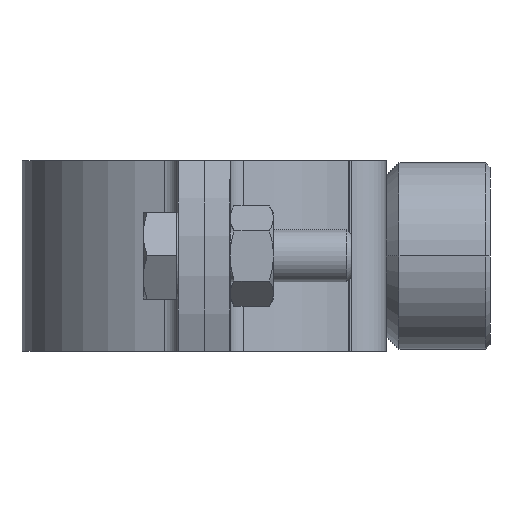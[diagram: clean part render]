
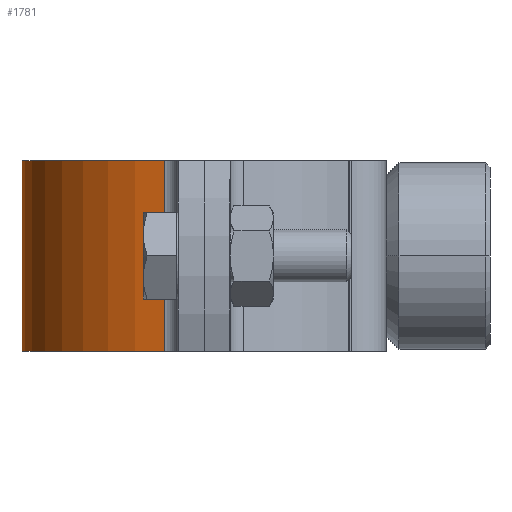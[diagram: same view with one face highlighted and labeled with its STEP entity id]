
A CAD part, left-side view. The second image highlights one B-rep face of the part: STEP entity #1781.
In plain terms, the highlighted cylindrical face has radius 21 mm (diameter 42 mm), a partial arc.
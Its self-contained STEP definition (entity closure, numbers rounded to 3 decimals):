
#36 = CARTESIAN_POINT ( 'NONE',  ( 0., 0., 11. ) ) ;
#69 = VERTEX_POINT ( 'NONE', #5444 ) ;
#142 = ORIENTED_EDGE ( 'NONE', *, *, #5724, .T. ) ;
#391 = ORIENTED_EDGE ( 'NONE', *, *, #4964, .F. ) ;
#453 = ORIENTED_EDGE ( 'NONE', *, *, #990, .F. ) ;
#971 = DIRECTION ( 'NONE',  ( 0., 0., -1. ) ) ;
#990 = EDGE_CURVE ( 'NONE', #2824, #2833, #1301, .T. ) ;
#1002 = AXIS2_PLACEMENT_3D ( 'NONE', #2471, #2505, #4508 ) ;
#1301 = CIRCLE ( 'NONE', #3361, 21. ) ;
#1490 = ORIENTED_EDGE ( 'NONE', *, *, #4375, .T. ) ;
#1505 = DIRECTION ( 'NONE',  ( 0., 0., 1. ) ) ;
#1539 = DIRECTION ( 'NONE',  ( -1., 0., 0. ) ) ;
#1781 = ADVANCED_FACE ( 'NONE', ( #4929 ), #5941, .T. ) ;
#2375 = DIRECTION ( 'NONE',  ( 0., 0., -1. ) ) ;
#2471 = CARTESIAN_POINT ( 'NONE',  ( 0., 0., -11. ) ) ;
#2505 = DIRECTION ( 'NONE',  ( 0., 0., 1. ) ) ;
#2681 = AXIS2_PLACEMENT_3D ( 'NONE', #36, #5448, #3446 ) ;
#2751 = CIRCLE ( 'NONE', #1002, 21. ) ;
#2824 = VERTEX_POINT ( 'NONE', #4099 ) ;
#2826 = VECTOR ( 'NONE', #971, 1000. ) ;
#2833 = VERTEX_POINT ( 'NONE', #6070 ) ;
#2925 = CARTESIAN_POINT ( 'NONE',  ( 20.498, 4.565, -11. ) ) ;
#3361 = AXIS2_PLACEMENT_3D ( 'NONE', #3982, #1505, #1539 ) ;
#3446 = DIRECTION ( 'NONE',  ( 1., 0., 0. ) ) ;
#3982 = CARTESIAN_POINT ( 'NONE',  ( 0., 0., 11. ) ) ;
#4044 = VERTEX_POINT ( 'NONE', #2925 ) ;
#4058 = VECTOR ( 'NONE', #2375, 1000. ) ;
#4099 = CARTESIAN_POINT ( 'NONE',  ( 20.498, 4.565, 11. ) ) ;
#4375 = EDGE_CURVE ( 'NONE', #2824, #4044, #4411, .T. ) ;
#4411 = LINE ( 'NONE', #5342, #4058 ) ;
#4508 = DIRECTION ( 'NONE',  ( -1., 0., 0. ) ) ;
#4524 = LINE ( 'NONE', #5399, #2826 ) ;
#4929 = FACE_OUTER_BOUND ( 'NONE', #5858, .T. ) ;
#4964 = EDGE_CURVE ( 'NONE', #2833, #69, #4524, .T. ) ;
#5342 = CARTESIAN_POINT ( 'NONE',  ( 20.498, 4.565, 11. ) ) ;
#5399 = CARTESIAN_POINT ( 'NONE',  ( -20.498, 4.565, 11. ) ) ;
#5444 = CARTESIAN_POINT ( 'NONE',  ( -20.498, 4.565, -11. ) ) ;
#5448 = DIRECTION ( 'NONE',  ( 0., 0., -1. ) ) ;
#5724 = EDGE_CURVE ( 'NONE', #4044, #69, #2751, .T. ) ;
#5858 = EDGE_LOOP ( 'NONE', ( #142, #391, #453, #1490 ) ) ;
#5941 = CYLINDRICAL_SURFACE ( 'NONE', #2681, 21. ) ;
#6070 = CARTESIAN_POINT ( 'NONE',  ( -20.498, 4.565, 11. ) ) ;
